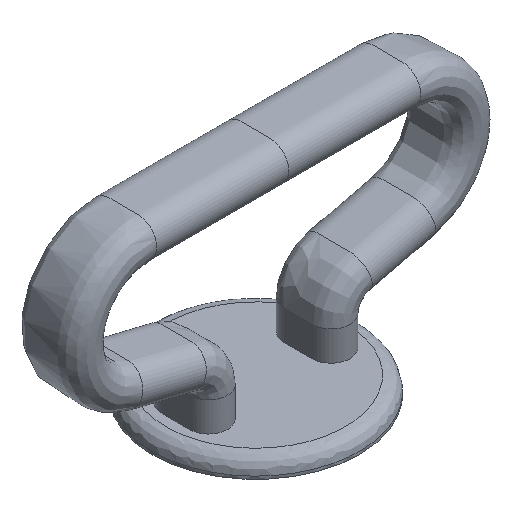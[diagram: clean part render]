
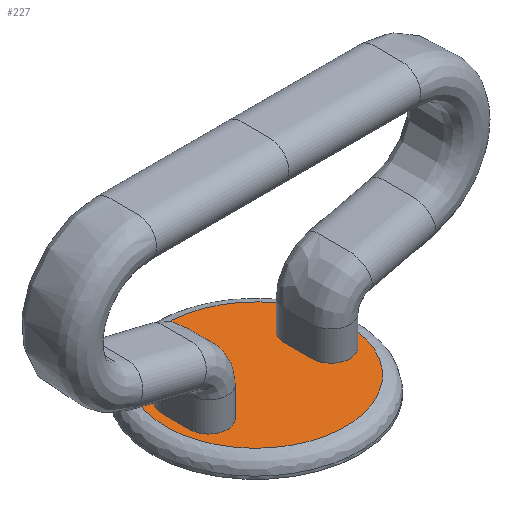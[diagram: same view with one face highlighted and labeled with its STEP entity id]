
A CAD part, isometric view. The second image highlights one B-rep face of the part: STEP entity #227.
In plain terms, the highlighted planar face has unit normal (0, 0, 1).
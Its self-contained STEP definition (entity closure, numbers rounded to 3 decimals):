
#20=FACE_BOUND('',#85,.T.);
#21=FACE_BOUND('',#86,.T.);
#23=(
BOUNDED_CURVE()
B_SPLINE_CURVE(2,(#337,#338,#339,#340,#341,#342,#343,#344,#345,#346,#347,
#348,#349),.UNSPECIFIED.,.T.,.F.)
B_SPLINE_CURVE_WITH_KNOTS((3,2,2,2,2,2,3),(-18.567,-15.425,
-12.283,-9.283,-6.142,-3.,0.),
 .UNSPECIFIED.)
CURVE()
GEOMETRIC_REPRESENTATION_ITEM()
RATIONAL_B_SPLINE_CURVE((1.,0.707,1.,0.707,1.,1.,
1.,0.707,1.,0.707,1.,1.,1.))
REPRESENTATION_ITEM('')
);
#30=(
BOUNDED_CURVE()
B_SPLINE_CURVE(2,(#739,#740,#741,#742,#743,#744,#745,#746,#747,#748,#749,
#750,#751),.UNSPECIFIED.,.T.,.F.)
B_SPLINE_CURVE_WITH_KNOTS((3,2,2,2,2,2,3),(0.,3.,6.142,9.283,
12.283,15.425,18.567),.UNSPECIFIED.)
CURVE()
GEOMETRIC_REPRESENTATION_ITEM()
RATIONAL_B_SPLINE_CURVE((1.,1.,1.,0.707,1.,0.707,
1.,1.,1.,0.707,1.,0.707,1.))
REPRESENTATION_ITEM('')
);
#38=(
BOUNDED_CURVE()
B_SPLINE_CURVE(3,(#1134,#1135,#1136,#1137,#1138,#1139,#1140,#1141,#1142,
#1143,#1144),.UNSPECIFIED.,.T.,.F.)
B_SPLINE_CURVE_WITH_KNOTS((4,1,1,1,1,1,1,1,4),(0.,7.461,14.922,
22.383,29.844,37.305,44.767,52.228,
59.689),.UNSPECIFIED.)
CURVE()
GEOMETRIC_REPRESENTATION_ITEM()
RATIONAL_B_SPLINE_CURVE((1.,1.,1.,1.,1.,1.,
1.,1.,1.,1.,1.))
REPRESENTATION_ITEM('')
);
#52=PLANE('',#251);
#67=FACE_OUTER_BOUND('',#84,.T.);
#84=EDGE_LOOP('',(#204));
#85=EDGE_LOOP('',(#205));
#86=EDGE_LOOP('',(#206));
#110=VERTEX_POINT('',#321);
#116=VERTEX_POINT('',#738);
#123=VERTEX_POINT('',#1133);
#129=EDGE_CURVE('',#110,#110,#23,.T.);
#138=EDGE_CURVE('',#116,#116,#30,.T.);
#151=EDGE_CURVE('',#123,#123,#38,.T.);
#204=ORIENTED_EDGE('',*,*,#151,.T.);
#205=ORIENTED_EDGE('',*,*,#138,.F.);
#206=ORIENTED_EDGE('',*,*,#129,.F.);
#227=ADVANCED_FACE('',(#67,#20,#21),#52,.T.);
#251=AXIS2_PLACEMENT_3D('',#1132,#280,#281);
#280=DIRECTION('center_axis',(0.,0.,1.));
#281=DIRECTION('ref_axis',(1.,0.,0.));
#321=CARTESIAN_POINT('',(550.875,-1.5,63.179));
#337=CARTESIAN_POINT('Ctrl Pts',(550.875,-1.5,63.179));
#338=CARTESIAN_POINT('Ctrl Pts',(550.875,-3.5,63.179));
#339=CARTESIAN_POINT('Ctrl Pts',(552.875,-3.5,63.179));
#340=CARTESIAN_POINT('Ctrl Pts',(554.875,-3.5,63.179));
#341=CARTESIAN_POINT('Ctrl Pts',(554.875,-1.5,63.179));
#342=CARTESIAN_POINT('Ctrl Pts',(554.875,0.,63.179));
#343=CARTESIAN_POINT('Ctrl Pts',(554.875,1.5,63.179));
#344=CARTESIAN_POINT('Ctrl Pts',(554.875,3.5,63.179));
#345=CARTESIAN_POINT('Ctrl Pts',(552.875,3.5,63.179));
#346=CARTESIAN_POINT('Ctrl Pts',(550.875,3.5,63.179));
#347=CARTESIAN_POINT('Ctrl Pts',(550.875,1.5,63.179));
#348=CARTESIAN_POINT('Ctrl Pts',(550.875,0.,
63.179));
#349=CARTESIAN_POINT('Ctrl Pts',(550.875,-1.5,63.179));
#738=CARTESIAN_POINT('',(567.875,-1.5,63.179));
#739=CARTESIAN_POINT('Ctrl Pts',(567.875,-1.5,63.179));
#740=CARTESIAN_POINT('Ctrl Pts',(567.875,0.,
63.179));
#741=CARTESIAN_POINT('Ctrl Pts',(567.875,1.5,63.179));
#742=CARTESIAN_POINT('Ctrl Pts',(567.875,3.5,63.179));
#743=CARTESIAN_POINT('Ctrl Pts',(565.875,3.5,63.179));
#744=CARTESIAN_POINT('Ctrl Pts',(563.875,3.5,63.179));
#745=CARTESIAN_POINT('Ctrl Pts',(563.875,1.5,63.179));
#746=CARTESIAN_POINT('Ctrl Pts',(563.875,0.,63.179));
#747=CARTESIAN_POINT('Ctrl Pts',(563.875,-1.5,63.179));
#748=CARTESIAN_POINT('Ctrl Pts',(563.875,-3.5,63.179));
#749=CARTESIAN_POINT('Ctrl Pts',(565.875,-3.5,63.179));
#750=CARTESIAN_POINT('Ctrl Pts',(567.875,-3.5,63.179));
#751=CARTESIAN_POINT('Ctrl Pts',(567.875,-1.5,63.179));
#1132=CARTESIAN_POINT('Origin',(570.375,0.,
63.179));
#1133=CARTESIAN_POINT('',(568.875,0.,63.179));
#1134=CARTESIAN_POINT('Ctrl Pts',(568.875,0.,
63.179));
#1135=CARTESIAN_POINT('Ctrl Pts',(568.888,2.485,63.179));
#1136=CARTESIAN_POINT('Ctrl Pts',(566.819,7.447,63.179));
#1137=CARTESIAN_POINT('Ctrl Pts',(559.377,10.535,63.179));
#1138=CARTESIAN_POINT('Ctrl Pts',(551.925,7.449,63.179));
#1139=CARTESIAN_POINT('Ctrl Pts',(548.842,0.,
63.179));
#1140=CARTESIAN_POINT('Ctrl Pts',(551.925,-7.449,63.179));
#1141=CARTESIAN_POINT('Ctrl Pts',(559.377,-10.535,63.179));
#1142=CARTESIAN_POINT('Ctrl Pts',(566.819,-7.447,63.179));
#1143=CARTESIAN_POINT('Ctrl Pts',(568.888,-2.485,63.179));
#1144=CARTESIAN_POINT('Ctrl Pts',(568.875,0.,
63.179));
